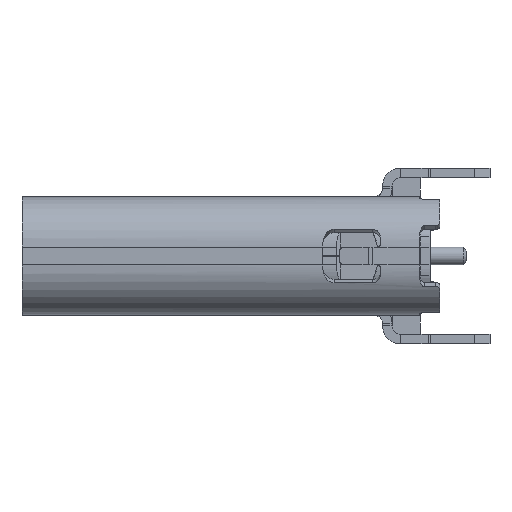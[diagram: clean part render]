
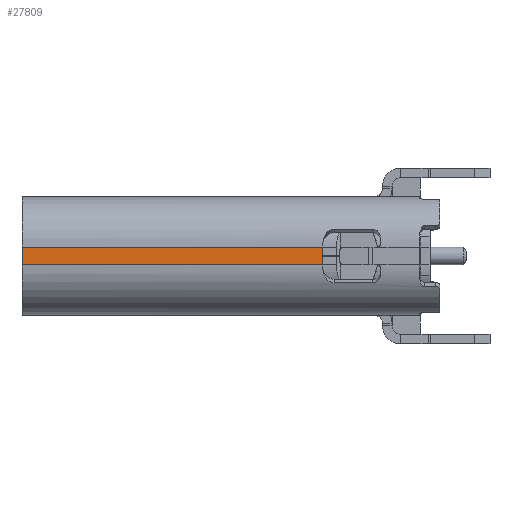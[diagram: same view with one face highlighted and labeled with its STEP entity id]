
A CAD part, left-side view. The second image highlights one B-rep face of the part: STEP entity #27809.
In plain terms, the highlighted planar face has unit normal (-1, 0, 0).
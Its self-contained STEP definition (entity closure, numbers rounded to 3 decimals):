
#1512 = ORIENTED_EDGE ( 'NONE', *, *, #3895, .F. ) ;
#1951 = LINE ( 'NONE', #3687, #21355 ) ;
#2363 = FACE_OUTER_BOUND ( 'NONE', #6783, .T. ) ;
#2821 = VECTOR ( 'NONE', #26142, 1000. ) ;
#3687 = CARTESIAN_POINT ( 'NONE',  ( -4.42, 10.8, 0.23 ) ) ;
#3895 = EDGE_CURVE ( 'NONE', #4977, #18923, #19383, .T. ) ;
#4700 = DIRECTION ( 'NONE',  ( 0., 0., -1. ) ) ;
#4977 = VERTEX_POINT ( 'NONE', #20996 ) ;
#6783 = EDGE_LOOP ( 'NONE', ( #1512, #7857, #14286, #18620 ) ) ;
#7857 = ORIENTED_EDGE ( 'NONE', *, *, #27057, .F. ) ;
#12160 = LINE ( 'NONE', #23613, #27848 ) ;
#14286 = ORIENTED_EDGE ( 'NONE', *, *, #16108, .F. ) ;
#14402 = DIRECTION ( 'NONE',  ( 0., -1., 0. ) ) ;
#14758 = CARTESIAN_POINT ( 'NONE',  ( -4.42, 3.025, -0.23 ) ) ;
#15516 = DIRECTION ( 'NONE',  ( 0., 0., 1. ) ) ;
#15954 = AXIS2_PLACEMENT_3D ( 'NONE', #23369, #31188, #4700 ) ;
#16108 = EDGE_CURVE ( 'NONE', #23314, #18800, #12160, .T. ) ;
#16717 = CARTESIAN_POINT ( 'NONE',  ( -4.42, 10.8, 0.23 ) ) ;
#17898 = CARTESIAN_POINT ( 'NONE',  ( -4.42, 10.8, -0.23 ) ) ;
#18620 = ORIENTED_EDGE ( 'NONE', *, *, #33886, .T. ) ;
#18800 = VERTEX_POINT ( 'NONE', #16717 ) ;
#18923 = VERTEX_POINT ( 'NONE', #14758 ) ;
#19383 = LINE ( 'NONE', #27542, #29279 ) ;
#20476 = PLANE ( 'NONE',  #15954 ) ;
#20996 = CARTESIAN_POINT ( 'NONE',  ( -4.42, 3.025, 0.23 ) ) ;
#21355 = VECTOR ( 'NONE', #14402, 1000. ) ;
#23314 = VERTEX_POINT ( 'NONE', #17898 ) ;
#23369 = CARTESIAN_POINT ( 'NONE',  ( -4.42, 10.8, 0.23 ) ) ;
#23613 = CARTESIAN_POINT ( 'NONE',  ( -4.42, 10.8, 0.23 ) ) ;
#23953 = CARTESIAN_POINT ( 'NONE',  ( -4.42, 10.8, -0.23 ) ) ;
#26142 = DIRECTION ( 'NONE',  ( 0., -1., 0. ) ) ;
#27057 = EDGE_CURVE ( 'NONE', #18800, #4977, #1951, .T. ) ;
#27542 = CARTESIAN_POINT ( 'NONE',  ( -4.42, 3.025, 0.23 ) ) ;
#27809 = ADVANCED_FACE ( 'NONE', ( #2363 ), #20476, .F. ) ;
#27848 = VECTOR ( 'NONE', #15516, 1000. ) ;
#28402 = LINE ( 'NONE', #23953, #2821 ) ;
#29279 = VECTOR ( 'NONE', #30195, 1000. ) ;
#30195 = DIRECTION ( 'NONE',  ( 0., 0., -1. ) ) ;
#31188 = DIRECTION ( 'NONE',  ( 1., 0., 0. ) ) ;
#33886 = EDGE_CURVE ( 'NONE', #23314, #18923, #28402, .T. ) ;
